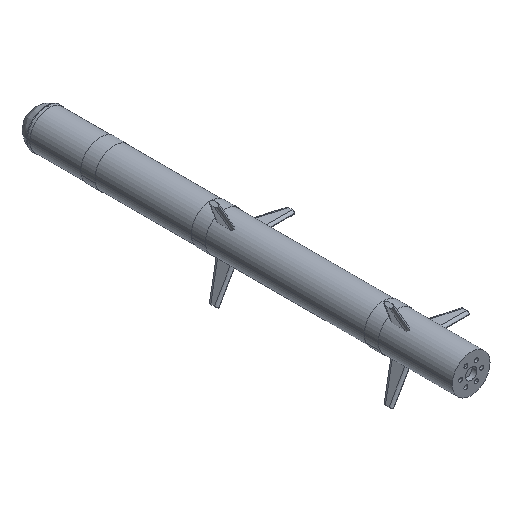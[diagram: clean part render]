
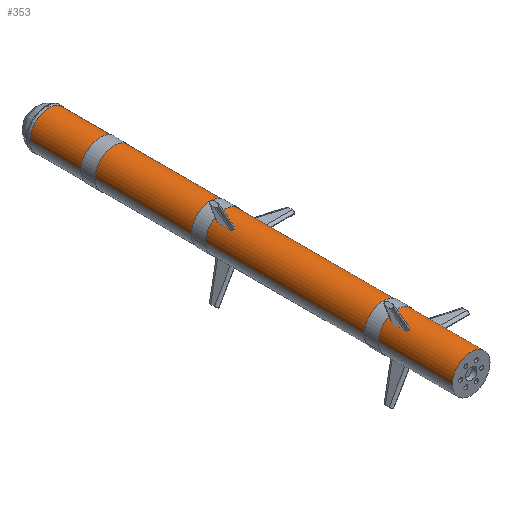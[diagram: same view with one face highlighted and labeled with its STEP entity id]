
A CAD part, isometric view. The second image highlights one B-rep face of the part: STEP entity #353.
In plain terms, the highlighted free-form (B-spline) face has degree [2, 1] with [5, 2] control points.
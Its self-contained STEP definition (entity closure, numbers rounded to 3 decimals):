
#353 = ADVANCED_FACE('',(#354),#390,.T.);
#354 = FACE_BOUND('',#355,.T.);
#355 = EDGE_LOOP('',(#356,#368,#375,#385));
#356 = ORIENTED_EDGE('',*,*,#357,.T.);
#357 = EDGE_CURVE('',#358,#360,#362,.T.);
#358 = VERTEX_POINT('',#359);
#359 = CARTESIAN_POINT('',(-51.649,-271.979,
    503.372));
#360 = VERTEX_POINT('',#361);
#361 = CARTESIAN_POINT('',(-8.477,-271.979,
    503.372));
#362 = ( BOUNDED_CURVE() B_SPLINE_CURVE(2,(#363,#364,#365,#366,#367),
.UNSPECIFIED.,.F.,.F.) B_SPLINE_CURVE_WITH_KNOTS((3,2,3),(0.,
1.571,3.142),.PIECEWISE_BEZIER_KNOTS.) CURVE() 
GEOMETRIC_REPRESENTATION_ITEM() RATIONAL_B_SPLINE_CURVE((1.,
0.707,1.,0.707,1.)) REPRESENTATION_ITEM('') );
#363 = CARTESIAN_POINT('',(-51.649,-271.979,
    503.372));
#364 = CARTESIAN_POINT('',(-51.649,-271.979,
    524.958));
#365 = CARTESIAN_POINT('',(-30.063,-271.979,
    524.958));
#366 = CARTESIAN_POINT('',(-8.477,-271.979,
    524.958));
#367 = CARTESIAN_POINT('',(-8.477,-271.979,
    503.372));
#368 = ORIENTED_EDGE('',*,*,#369,.T.);
#369 = EDGE_CURVE('',#360,#370,#372,.T.);
#370 = VERTEX_POINT('',#371);
#371 = CARTESIAN_POINT('',(-8.477,213.711,
    503.372));
#372 = B_SPLINE_CURVE_WITH_KNOTS('',1,(#373,#374),.UNSPECIFIED.,.F.,.F.,
  (2,2),(-450.,0.),.PIECEWISE_BEZIER_KNOTS.);
#373 = CARTESIAN_POINT('',(-8.477,-271.979,
    503.372));
#374 = CARTESIAN_POINT('',(-8.477,213.711,
    503.372));
#375 = ORIENTED_EDGE('',*,*,#376,.F.);
#376 = EDGE_CURVE('',#377,#370,#379,.T.);
#377 = VERTEX_POINT('',#378);
#378 = CARTESIAN_POINT('',(-51.649,213.711,
    503.372));
#379 = ( BOUNDED_CURVE() B_SPLINE_CURVE(2,(#380,#381,#382,#383,#384),
.UNSPECIFIED.,.F.,.F.) B_SPLINE_CURVE_WITH_KNOTS((3,2,3),(0.,
1.571,3.142),.PIECEWISE_BEZIER_KNOTS.) CURVE() 
GEOMETRIC_REPRESENTATION_ITEM() RATIONAL_B_SPLINE_CURVE((1.,
0.707,1.,0.707,1.)) REPRESENTATION_ITEM('') );
#380 = CARTESIAN_POINT('',(-51.649,213.711,
    503.372));
#381 = CARTESIAN_POINT('',(-51.649,213.711,
    524.958));
#382 = CARTESIAN_POINT('',(-30.063,213.711,
    524.958));
#383 = CARTESIAN_POINT('',(-8.477,213.711,
    524.958));
#384 = CARTESIAN_POINT('',(-8.477,213.711,
    503.372));
#385 = ORIENTED_EDGE('',*,*,#386,.F.);
#386 = EDGE_CURVE('',#358,#377,#387,.T.);
#387 = B_SPLINE_CURVE_WITH_KNOTS('',1,(#388,#389),.UNSPECIFIED.,.F.,.F.,
  (2,2),(-450.,0.),.PIECEWISE_BEZIER_KNOTS.);
#388 = CARTESIAN_POINT('',(-51.649,-271.979,
    503.372));
#389 = CARTESIAN_POINT('',(-51.649,213.711,
    503.372));
#390 = ( BOUNDED_SURFACE() B_SPLINE_SURFACE(2,1,(
    (#391,#392)
    ,(#393,#394)
    ,(#395,#396)
    ,(#397,#398)
,(#399,#400
    )),.UNSPECIFIED.,.F.,.F.,.F.) B_SPLINE_SURFACE_WITH_KNOTS((3,2,3),(2
    ,2),(0.,1.571,3.142),(-450.,0.),
.PIECEWISE_BEZIER_KNOTS.) GEOMETRIC_REPRESENTATION_ITEM() 
RATIONAL_B_SPLINE_SURFACE((
    (1.,1.)
    ,(0.707,0.707)
    ,(1.,1.)
    ,(0.707,0.707)
,(1.,1.))) REPRESENTATION_ITEM('') SURFACE() );
#391 = CARTESIAN_POINT('',(-51.649,-271.979,
    503.372));
#392 = CARTESIAN_POINT('',(-51.649,213.711,
    503.372));
#393 = CARTESIAN_POINT('',(-51.649,-271.979,
    524.958));
#394 = CARTESIAN_POINT('',(-51.649,213.711,
    524.958));
#395 = CARTESIAN_POINT('',(-30.063,-271.979,
    524.958));
#396 = CARTESIAN_POINT('',(-30.063,213.711,
    524.958));
#397 = CARTESIAN_POINT('',(-8.477,-271.979,
    524.958));
#398 = CARTESIAN_POINT('',(-8.477,213.711,
    524.958));
#399 = CARTESIAN_POINT('',(-8.477,-271.979,
    503.372));
#400 = CARTESIAN_POINT('',(-8.477,213.711,
    503.372));
